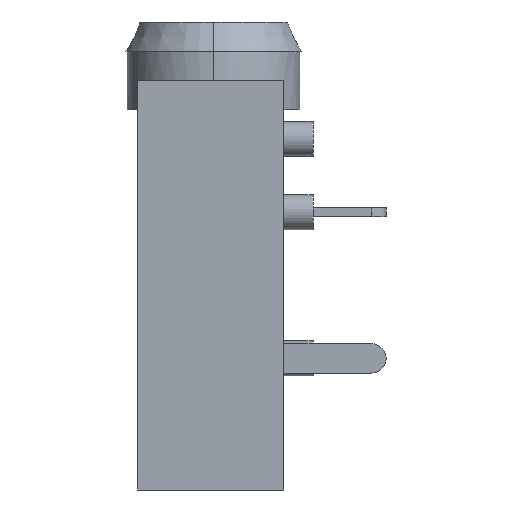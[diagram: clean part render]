
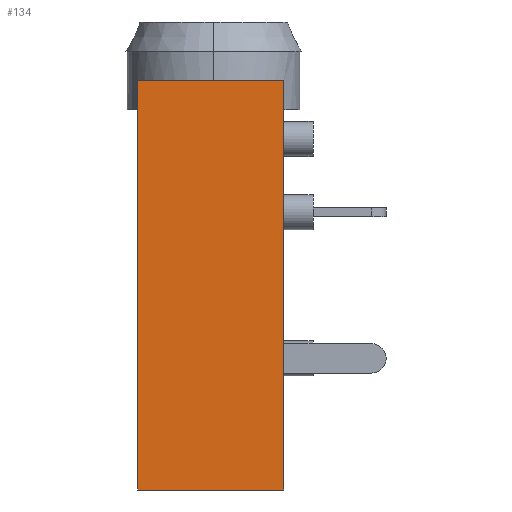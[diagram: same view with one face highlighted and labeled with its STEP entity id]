
A CAD part, left-side view. The second image highlights one B-rep face of the part: STEP entity #134.
In plain terms, the highlighted planar face has unit normal (-1, 0, 0).
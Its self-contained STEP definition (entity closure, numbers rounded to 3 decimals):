
#4 = EDGE_CURVE ( 'NONE', #311, #1519, #955, .T. ) ;
#9 = CARTESIAN_POINT ( 'NONE',  ( -6., 2.6, 1. ) ) ;
#25 = LINE ( 'NONE', #641, #433 ) ;
#28 = CARTESIAN_POINT ( 'NONE',  ( -6., 2.6, -13. ) ) ;
#49 = CARTESIAN_POINT ( 'NONE',  ( -6., -2.4, 1. ) ) ;
#62 = DIRECTION ( 'NONE',  ( 0., -1., 0. ) ) ;
#134 = ADVANCED_FACE ( 'NONE', ( #1130 ), #713, .T. ) ;
#311 = VERTEX_POINT ( 'NONE', #9 ) ;
#342 = DIRECTION ( 'NONE',  ( 0., -1., 0. ) ) ;
#425 = CARTESIAN_POINT ( 'NONE',  ( -6., -2.4, -13. ) ) ;
#433 = VECTOR ( 'NONE', #1395, 1000. ) ;
#443 = ORIENTED_EDGE ( 'NONE', *, *, #1421, .F. ) ;
#487 = VECTOR ( 'NONE', #342, 1000. ) ;
#600 = ORIENTED_EDGE ( 'NONE', *, *, #4, .F. ) ;
#604 = EDGE_CURVE ( 'NONE', #1066, #1327, #1691, .T. ) ;
#641 = CARTESIAN_POINT ( 'NONE',  ( -6., 2.6, 0. ) ) ;
#713 = PLANE ( 'NONE',  #1652 ) ;
#777 = CARTESIAN_POINT ( 'NONE',  ( -6., -2.4, 1. ) ) ;
#801 = CARTESIAN_POINT ( 'NONE',  ( -6., -2.4, -13. ) ) ;
#952 = ORIENTED_EDGE ( 'NONE', *, *, #1779, .T. ) ;
#955 = LINE ( 'NONE', #49, #487 ) ;
#999 = DIRECTION ( 'NONE',  ( 0., 0., 1. ) ) ;
#1006 = CARTESIAN_POINT ( 'NONE',  ( -6., -2.4, -13. ) ) ;
#1066 = VERTEX_POINT ( 'NONE', #28 ) ;
#1088 = VECTOR ( 'NONE', #999, 1000. ) ;
#1130 = FACE_OUTER_BOUND ( 'NONE', #1522, .T. ) ;
#1301 = DIRECTION ( 'NONE',  ( 0., 0., 1. ) ) ;
#1308 = VECTOR ( 'NONE', #62, 1000. ) ;
#1327 = VERTEX_POINT ( 'NONE', #1006 ) ;
#1395 = DIRECTION ( 'NONE',  ( 0., 0., 1. ) ) ;
#1421 = EDGE_CURVE ( 'NONE', #1066, #311, #25, .T. ) ;
#1470 = LINE ( 'NONE', #425, #1088 ) ;
#1519 = VERTEX_POINT ( 'NONE', #777 ) ;
#1522 = EDGE_LOOP ( 'NONE', ( #952, #600, #443, #1782 ) ) ;
#1652 = AXIS2_PLACEMENT_3D ( 'NONE', #1931, #1780, #1301 ) ;
#1691 = LINE ( 'NONE', #801, #1308 ) ;
#1779 = EDGE_CURVE ( 'NONE', #1327, #1519, #1470, .T. ) ;
#1780 = DIRECTION ( 'NONE',  ( -1., 0., 0. ) ) ;
#1782 = ORIENTED_EDGE ( 'NONE', *, *, #604, .T. ) ;
#1931 = CARTESIAN_POINT ( 'NONE',  ( -6., -2.4, -13. ) ) ;
